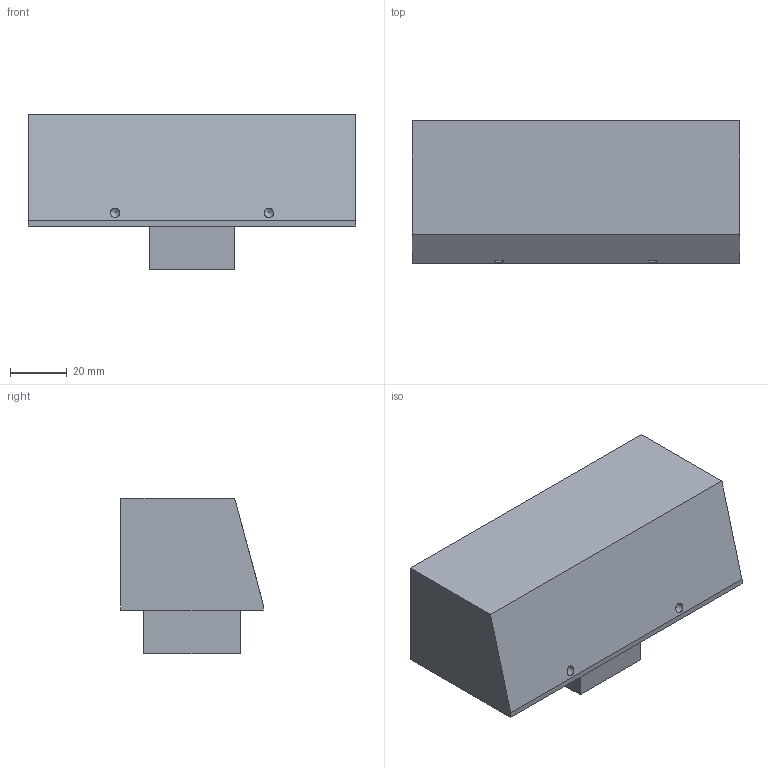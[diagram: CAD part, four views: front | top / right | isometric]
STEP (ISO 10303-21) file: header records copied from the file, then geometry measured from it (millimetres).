
FILE_DESCRIPTION( ( 'Unknown' ), '1' );
FILE_NAME( 'SVF-S02-72W.stp', 'Unknown', ( 'Unknown' ), ( 'Unknown' ), 'PSStep 17.0.49', 'Unknown', ' ' );
FILE_SCHEMA( ( 'AUTOMOTIVE_DESIGN { 1 0 10303 214 1 1 1 1 }' ) );
Length unit declared in the file: millimetre
Products named in the file (1): 1
Bounding box: 114.9 x 50 x 54.7 mm (x, y, z)
Volume: 219221.1 mm3; surface area: 25786.4 mm2
Topology: 1 solids, 1 shells, 20 faces, 49 edges, 32 vertices
Faces by surface type: plane 12, cone 4, cylinder 4
Full cylindrical faces by diameter (mm): 3.3 x2, 5 x2
Entity records: 683 total; most frequent: CARTESIAN_POINT 86, DIRECTION 85, ORIENTED_EDGE 70, EDGE_CURVE 35, VERTEX_POINT 30, AXIS2_PLACEMENT_3D 29, EDGE_LOOP 29, LINE 27
